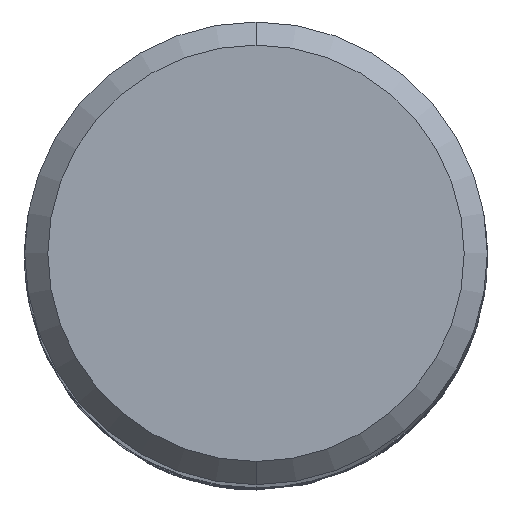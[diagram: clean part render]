
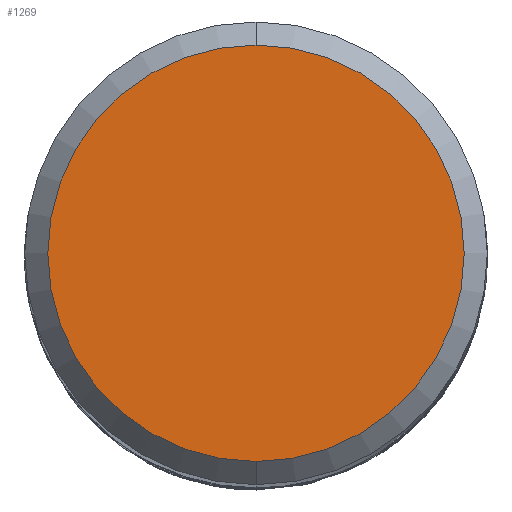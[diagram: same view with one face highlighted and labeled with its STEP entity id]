
A CAD part, top view. The second image highlights one B-rep face of the part: STEP entity #1269.
In plain terms, the highlighted planar face has unit normal (0, 0, 1).
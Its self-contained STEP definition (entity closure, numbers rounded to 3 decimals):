
#1269=ADVANCED_FACE('',(#3497),#3498,.T.);
#1459=EDGE_CURVE('',#1471,#3311,#3704,.T.);
#1471=VERTEX_POINT('',#3717);
#1767=EDGE_CURVE('',#3311,#1471,#4045,.T.);
#3311=VERTEX_POINT('',#5719);
#3497=FACE_OUTER_BOUND('',#6869,.T.);
#3498=PLANE('',#6870);
#3704=CIRCLE('',#8985,7.2);
#3717=CARTESIAN_POINT('',(0.0,7.2,0.0));
#4045=CIRCLE('',#13898,7.2);
#5719=CARTESIAN_POINT('',(0.,-7.2,0.0));
#6869=EDGE_LOOP('',(#30959,#30960));
#6870=AXIS2_PLACEMENT_3D('',#30961,#30962,#30963);
#8985=AXIS2_PLACEMENT_3D('',#31154,#31155,#31156);
#13898=AXIS2_PLACEMENT_3D('',#31555,#31556,#31557);
#30959=ORIENTED_EDGE('',*,*,#1459,.F.);
#30960=ORIENTED_EDGE('',*,*,#1767,.F.);
#30961=CARTESIAN_POINT('',(0.0,3.6,0.0));
#30962=DIRECTION('',(-0.0,0.0,1.0));
#30963=DIRECTION('',(0.0,-1.0,0.0));
#31154=CARTESIAN_POINT('',(0.0,0.0,0.0));
#31155=DIRECTION('',(0.0,0.0,-1.0));
#31156=DIRECTION('',(0.0,1.0,0.0));
#31555=CARTESIAN_POINT('',(0.0,0.0,0.0));
#31556=DIRECTION('',(0.0,0.0,-1.0));
#31557=DIRECTION('',(0.0,1.0,0.0));
